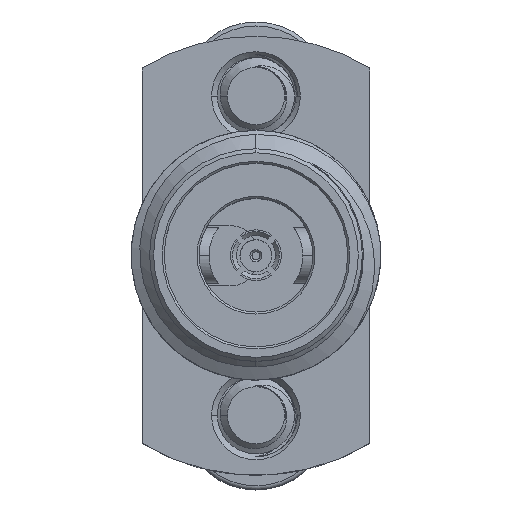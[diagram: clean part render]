
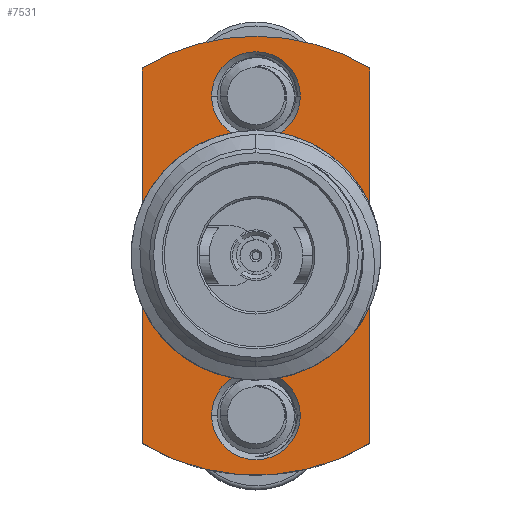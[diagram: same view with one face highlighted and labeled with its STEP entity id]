
A CAD part, top view. The second image highlights one B-rep face of the part: STEP entity #7531.
In plain terms, the highlighted planar face has unit normal (0, 0, 1).
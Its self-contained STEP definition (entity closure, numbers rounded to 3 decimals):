
#156 = CARTESIAN_POINT ( 'NONE',  ( -1.112, 4., 1.65 ) ) ;
#268 = LINE ( 'NONE', #6722, #7042 ) ;
#348 = DIRECTION ( 'NONE',  ( 0., 1., 0. ) ) ;
#406 = DIRECTION ( 'NONE',  ( 0., -1., 0. ) ) ;
#447 = CIRCLE ( 'NONE', #6338, 5.5 ) ;
#466 = DIRECTION ( 'NONE',  ( 0., 1., 0. ) ) ;
#600 = CARTESIAN_POINT ( 'NONE',  ( 0., 5.5, 1.65 ) ) ;
#641 = DIRECTION ( 'NONE',  ( 0., 1., 0. ) ) ;
#852 = VERTEX_POINT ( 'NONE', #5785 ) ;
#953 = AXIS2_PLACEMENT_3D ( 'NONE', #2323, #3852, #6244 ) ;
#1139 = ORIENTED_EDGE ( 'NONE', *, *, #2962, .T. ) ;
#1196 = ORIENTED_EDGE ( 'NONE', *, *, #4873, .T. ) ;
#1199 = CARTESIAN_POINT ( 'NONE',  ( 2.85, 2.665, 1.65 ) ) ;
#1398 = CARTESIAN_POINT ( 'NONE',  ( -2.85, -4.704, 1.65 ) ) ;
#1434 = DIRECTION ( 'NONE',  ( 0., 0., -1. ) ) ;
#1582 = EDGE_CURVE ( 'NONE', #5101, #9660, #6327, .T. ) ;
#1755 = FACE_BOUND ( 'NONE', #4915, .T. ) ;
#1858 = ORIENTED_EDGE ( 'NONE', *, *, #2376, .T. ) ;
#1913 = DIRECTION ( 'NONE',  ( 0., -1., 0. ) ) ;
#2071 = EDGE_LOOP ( 'NONE', ( #6334, #3806 ) ) ;
#2082 = VERTEX_POINT ( 'NONE', #3671 ) ;
#2323 = CARTESIAN_POINT ( 'NONE',  ( 0., -4., 1.65 ) ) ;
#2376 = EDGE_CURVE ( 'NONE', #5036, #6698, #7562, .T. ) ;
#2378 = DIRECTION ( 'NONE',  ( 0., 0., -1. ) ) ;
#2412 = DIRECTION ( 'NONE',  ( 0., 0., -1. ) ) ;
#2441 = EDGE_LOOP ( 'NONE', ( #7049, #1858 ) ) ;
#2560 = ORIENTED_EDGE ( 'NONE', *, *, #5251, .T. ) ;
#2774 = CARTESIAN_POINT ( 'NONE',  ( 0., 2.665, 1.65 ) ) ;
#2834 = CIRCLE ( 'NONE', #3002, 5.5 ) ;
#2872 = VERTEX_POINT ( 'NONE', #9380 ) ;
#2962 = EDGE_CURVE ( 'NONE', #6475, #8594, #9837, .T. ) ;
#3002 = AXIS2_PLACEMENT_3D ( 'NONE', #3121, #7213, #10161 ) ;
#3023 = VERTEX_POINT ( 'NONE', #156 ) ;
#3121 = CARTESIAN_POINT ( 'NONE',  ( 0., 0., 1.65 ) ) ;
#3144 = CIRCLE ( 'NONE', #4832, 1.112 ) ;
#3277 = EDGE_CURVE ( 'NONE', #3023, #2082, #7543, .T. ) ;
#3336 = CARTESIAN_POINT ( 'NONE',  ( 0., 0., 1.65 ) ) ;
#3609 = CARTESIAN_POINT ( 'NONE',  ( 0., -2.665, 1.65 ) ) ;
#3671 = CARTESIAN_POINT ( 'NONE',  ( 1.112, 4., 1.65 ) ) ;
#3803 = ORIENTED_EDGE ( 'NONE', *, *, #8531, .T. ) ;
#3806 = ORIENTED_EDGE ( 'NONE', *, *, #3277, .T. ) ;
#3852 = DIRECTION ( 'NONE',  ( 0., 0., -1. ) ) ;
#4175 = FACE_OUTER_BOUND ( 'NONE', #6628, .T. ) ;
#4229 = CARTESIAN_POINT ( 'NONE',  ( 0., 0., 1.65 ) ) ;
#4291 = EDGE_CURVE ( 'NONE', #852, #5303, #447, .T. ) ;
#4320 = CIRCLE ( 'NONE', #9853, 2.665 ) ;
#4832 = AXIS2_PLACEMENT_3D ( 'NONE', #9966, #8560, #406 ) ;
#4853 = DIRECTION ( 'NONE',  ( 0., -1., 0. ) ) ;
#4873 = EDGE_CURVE ( 'NONE', #8594, #6475, #4320, .T. ) ;
#4905 = FACE_BOUND ( 'NONE', #2441, .T. ) ;
#4915 = EDGE_LOOP ( 'NONE', ( #1196, #1139 ) ) ;
#4967 = AXIS2_PLACEMENT_3D ( 'NONE', #10312, #1434, #4853 ) ;
#5036 = VERTEX_POINT ( 'NONE', #5281 ) ;
#5101 = VERTEX_POINT ( 'NONE', #600 ) ;
#5251 = EDGE_CURVE ( 'NONE', #2872, #5303, #268, .T. ) ;
#5281 = CARTESIAN_POINT ( 'NONE',  ( -1.112, -4., 1.65 ) ) ;
#5303 = VERTEX_POINT ( 'NONE', #1398 ) ;
#5340 = DIRECTION ( 'NONE',  ( 0., 0., -1. ) ) ;
#5508 = EDGE_CURVE ( 'NONE', #6698, #5036, #10027, .T. ) ;
#5603 = DIRECTION ( 'NONE',  ( 0., 1., 0. ) ) ;
#5785 = CARTESIAN_POINT ( 'NONE',  ( 2.85, -4.704, 1.65 ) ) ;
#5958 = EDGE_CURVE ( 'NONE', #2082, #3023, #3144, .T. ) ;
#6039 = AXIS2_PLACEMENT_3D ( 'NONE', #9175, #10195, #1913 ) ;
#6115 = CARTESIAN_POINT ( 'NONE',  ( 1.112, -4., 1.65 ) ) ;
#6244 = DIRECTION ( 'NONE',  ( 0., -1., 0. ) ) ;
#6327 = CIRCLE ( 'NONE', #7198, 5.5 ) ;
#6334 = ORIENTED_EDGE ( 'NONE', *, *, #5958, .T. ) ;
#6338 = AXIS2_PLACEMENT_3D ( 'NONE', #7188, #2412, #641 ) ;
#6475 = VERTEX_POINT ( 'NONE', #3609 ) ;
#6628 = EDGE_LOOP ( 'NONE', ( #8810, #3803, #9510, #7903, #2560 ) ) ;
#6698 = VERTEX_POINT ( 'NONE', #6115 ) ;
#6722 = CARTESIAN_POINT ( 'NONE',  ( -2.85, 2.665, 1.65 ) ) ;
#6970 = DIRECTION ( 'NONE',  ( 0., 0., -1. ) ) ;
#6995 = CARTESIAN_POINT ( 'NONE',  ( 0., -4., 1.65 ) ) ;
#7042 = VECTOR ( 'NONE', #9890, 1000. ) ;
#7049 = ORIENTED_EDGE ( 'NONE', *, *, #5508, .T. ) ;
#7188 = CARTESIAN_POINT ( 'NONE',  ( 0., 0., 1.65 ) ) ;
#7198 = AXIS2_PLACEMENT_3D ( 'NONE', #8488, #6970, #9306 ) ;
#7213 = DIRECTION ( 'NONE',  ( 0., 0., -1. ) ) ;
#7294 = EDGE_CURVE ( 'NONE', #2872, #5101, #2834, .T. ) ;
#7389 = AXIS2_PLACEMENT_3D ( 'NONE', #6995, #5340, #10220 ) ;
#7531 = ADVANCED_FACE ( 'NONE', ( #4905, #8960, #1755, #4175 ), #10002, .T. ) ;
#7543 = CIRCLE ( 'NONE', #4967, 1.112 ) ;
#7562 = CIRCLE ( 'NONE', #7389, 1.112 ) ;
#7903 = ORIENTED_EDGE ( 'NONE', *, *, #7294, .F. ) ;
#7923 = VECTOR ( 'NONE', #466, 1000. ) ;
#8435 = LINE ( 'NONE', #1199, #7923 ) ;
#8488 = CARTESIAN_POINT ( 'NONE',  ( 0., 0., 1.65 ) ) ;
#8531 = EDGE_CURVE ( 'NONE', #852, #9660, #8435, .T. ) ;
#8560 = DIRECTION ( 'NONE',  ( 0., 0., -1. ) ) ;
#8594 = VERTEX_POINT ( 'NONE', #2774 ) ;
#8810 = ORIENTED_EDGE ( 'NONE', *, *, #4291, .F. ) ;
#8960 = FACE_BOUND ( 'NONE', #2071, .T. ) ;
#9175 = CARTESIAN_POINT ( 'NONE',  ( 0., 2.665, 1.65 ) ) ;
#9306 = DIRECTION ( 'NONE',  ( 0., 1., 0. ) ) ;
#9380 = CARTESIAN_POINT ( 'NONE',  ( -2.85, 4.704, 1.65 ) ) ;
#9507 = CARTESIAN_POINT ( 'NONE',  ( 2.85, 4.704, 1.65 ) ) ;
#9510 = ORIENTED_EDGE ( 'NONE', *, *, #1582, .F. ) ;
#9660 = VERTEX_POINT ( 'NONE', #9507 ) ;
#9800 = DIRECTION ( 'NONE',  ( 0., 0., -1. ) ) ;
#9837 = CIRCLE ( 'NONE', #10332, 2.665 ) ;
#9853 = AXIS2_PLACEMENT_3D ( 'NONE', #3336, #9800, #348 ) ;
#9890 = DIRECTION ( 'NONE',  ( 0., -1., 0. ) ) ;
#9966 = CARTESIAN_POINT ( 'NONE',  ( 0., 4., 1.65 ) ) ;
#10002 = PLANE ( 'NONE',  #6039 ) ;
#10027 = CIRCLE ( 'NONE', #953, 1.112 ) ;
#10161 = DIRECTION ( 'NONE',  ( 0., 1., 0. ) ) ;
#10195 = DIRECTION ( 'NONE',  ( 0., 0., 1. ) ) ;
#10220 = DIRECTION ( 'NONE',  ( 0., -1., 0. ) ) ;
#10312 = CARTESIAN_POINT ( 'NONE',  ( 0., 4., 1.65 ) ) ;
#10332 = AXIS2_PLACEMENT_3D ( 'NONE', #4229, #2378, #5603 ) ;
